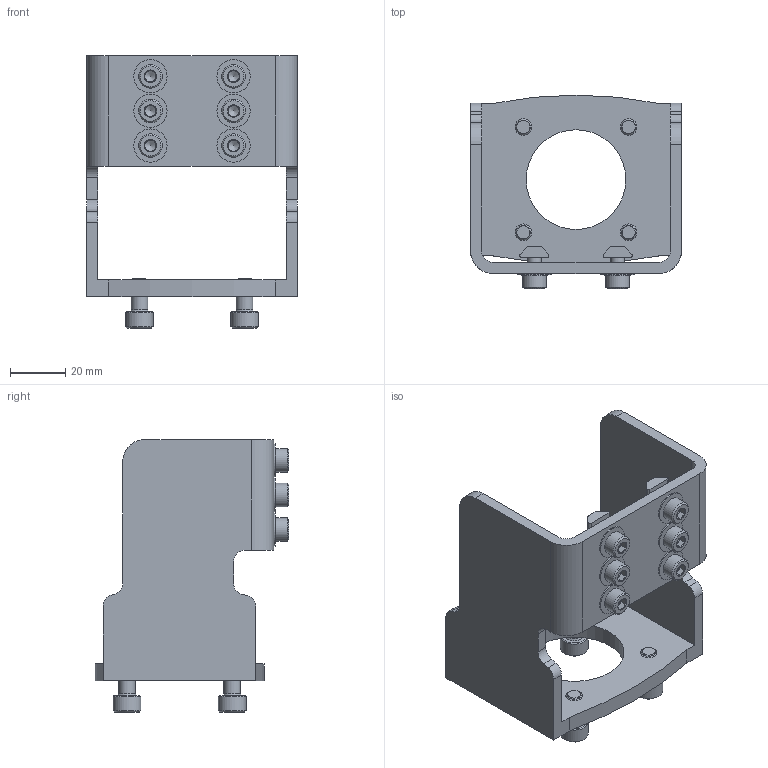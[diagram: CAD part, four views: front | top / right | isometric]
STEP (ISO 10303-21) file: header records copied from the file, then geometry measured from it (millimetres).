
FILE_DESCRIPTION(/* description */ ('STEP AP214'),/* implementation_level */ '2;1');
FILE_NAME(/* name */ '5173082_EAHA-P2-60',/* time_stamp */ '2024-08-21T09:16:41+02:00',/* author */ ('License CC BY-ND 4.0'),/* organization */ ('CADENAS'),/* preprocessor_version */ 'ST-DEVELOPER v19.3',/* originating_system */ 'PARTsolutions',/* authorisation */ ' ');
FILE_SCHEMA (('AUTOMOTIVE_DESIGN {1 0 10303 214 3 1 1}'));
Length unit declared in the file: millimetre
Products named in the file (6): 5173082 EAHA-P2-60---(high); 5173089 EAHA-P2-60---(mechanical higha); 8074283 EPCC-M5---(mechanical highn); Shim ring DIN 988 6x12x0.5; ISO-4762 M5x10; ISO-4762 M6x12
Assembly tree (19 placements, depth 2):
  5173082 EAHA-P2-60---(high)
    5173089 EAHA-P2-60---(mechanical higha)
    8074283 EPCC-M5---(mechanical highn)  x2
    Shim ring DIN 988 6x12x0.5  x6
    ISO-4762 M5x10  x6
    ISO-4762 M6x12  x4
Bounding box: 76 x 70 x 98.5 mm (x, y, z)
Volume: 70974.9 mm3; surface area: 41073.8 mm2
Topology: 19 solids, 19 shells, 403 faces, 973 edges, 610 vertices
Faces by surface type: plane 198, cone 126, cylinder 79
Full cylindrical faces by diameter (mm): 4.134 x6, 4.917 x4, 5 x6, 5.5 x6, 6 x10, 8.5 x6, 10 x4, 12 x6, 36 x1
Entity records: 4353 total; most frequent: CARTESIAN_POINT 779, DIRECTION 746, ORIENTED_EDGE 626, EDGE_CURVE 313, AXIS2_PLACEMENT_3D 294, VERTEX_POINT 225, FACE_BOUND 208, EDGE_LOOP 206
